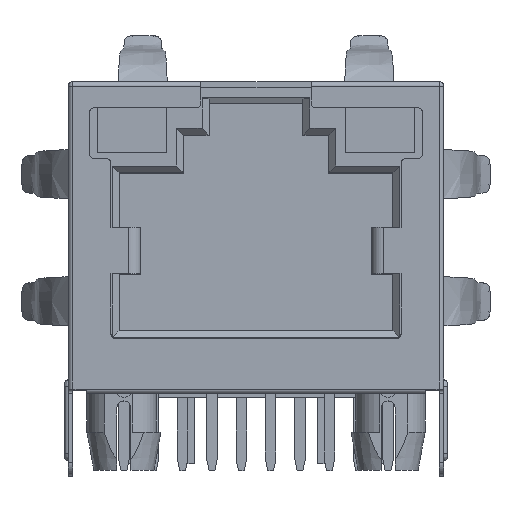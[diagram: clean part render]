
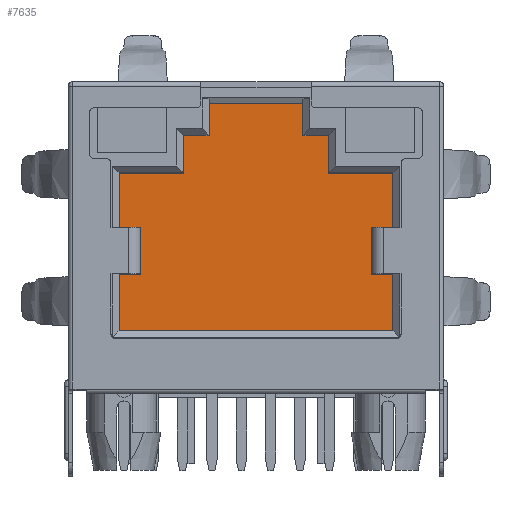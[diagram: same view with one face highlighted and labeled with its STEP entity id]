
A CAD part, top view. The second image highlights one B-rep face of the part: STEP entity #7635.
In plain terms, the highlighted planar face has unit normal (0, 0, 1).
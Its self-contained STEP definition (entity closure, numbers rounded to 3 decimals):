
#6626 = VERTEX_POINT('',#6627);
#6627 = CARTESIAN_POINT('',(-5.,-1.56,15.8));
#6633 = EDGE_CURVE('',#6626,#6634,#6636,.T.);
#6634 = VERTEX_POINT('',#6635);
#6635 = CARTESIAN_POINT('',(-5.925,-1.56,15.8));
#6636 = LINE('',#6637,#6638);
#6637 = CARTESIAN_POINT('',(-5.,-1.56,15.8));
#6638 = VECTOR('',#6639,1.);
#6639 = DIRECTION('',(-1.,0.,0.));
#6707 = VERTEX_POINT('',#6708);
#6708 = CARTESIAN_POINT('',(-5.925,0.44,15.8));
#6714 = EDGE_CURVE('',#6707,#6715,#6717,.T.);
#6715 = VERTEX_POINT('',#6716);
#6716 = CARTESIAN_POINT('',(-5.,0.44,15.8));
#6717 = LINE('',#6718,#6719);
#6718 = CARTESIAN_POINT('',(-5.925,0.44,15.8));
#6719 = VECTOR('',#6720,1.);
#6720 = DIRECTION('',(1.,0.,0.));
#7174 = VERTEX_POINT('',#7175);
#7175 = CARTESIAN_POINT('',(-2.03,5.8,15.8));
#7181 = EDGE_CURVE('',#7174,#7182,#7184,.T.);
#7182 = VERTEX_POINT('',#7183);
#7183 = CARTESIAN_POINT('',(-2.03,4.43,15.8));
#7184 = LINE('',#7185,#7186);
#7185 = CARTESIAN_POINT('',(-2.03,5.8,15.8));
#7186 = VECTOR('',#7187,1.);
#7187 = DIRECTION('',(0.,-1.,0.));
#7358 = VERTEX_POINT('',#7359);
#7359 = CARTESIAN_POINT('',(5.925,0.44,15.8));
#7365 = EDGE_CURVE('',#7358,#7366,#7368,.T.);
#7366 = VERTEX_POINT('',#7367);
#7367 = CARTESIAN_POINT('',(5.925,2.8,15.8));
#7368 = LINE('',#7369,#7370);
#7369 = CARTESIAN_POINT('',(5.925,0.44,15.8));
#7370 = VECTOR('',#7371,1.);
#7371 = DIRECTION('',(0.,1.,0.));
#7397 = VERTEX_POINT('',#7398);
#7398 = CARTESIAN_POINT('',(5.,0.44,15.8));
#7404 = EDGE_CURVE('',#7397,#7358,#7405,.T.);
#7405 = LINE('',#7406,#7407);
#7406 = CARTESIAN_POINT('',(5.,0.44,15.8));
#7407 = VECTOR('',#7408,1.);
#7408 = DIRECTION('',(1.,0.,0.));
#7471 = VERTEX_POINT('',#7472);
#7472 = CARTESIAN_POINT('',(5.925,-1.56,15.8));
#7478 = EDGE_CURVE('',#7471,#7479,#7481,.T.);
#7479 = VERTEX_POINT('',#7480);
#7480 = CARTESIAN_POINT('',(5.,-1.56,15.8));
#7481 = LINE('',#7482,#7483);
#7482 = CARTESIAN_POINT('',(5.925,-1.56,15.8));
#7483 = VECTOR('',#7484,1.);
#7484 = DIRECTION('',(-1.,0.,0.));
#7593 = VERTEX_POINT('',#7594);
#7594 = CARTESIAN_POINT('',(-5.925,-4.03,15.8));
#7600 = EDGE_CURVE('',#7593,#7601,#7603,.T.);
#7601 = VERTEX_POINT('',#7602);
#7602 = CARTESIAN_POINT('',(5.925,-4.03,15.8));
#7603 = LINE('',#7604,#7605);
#7604 = CARTESIAN_POINT('',(-5.925,-4.03,15.8));
#7605 = VECTOR('',#7606,1.);
#7606 = DIRECTION('',(1.,0.,0.));
#7624 = EDGE_CURVE('',#6634,#7593,#7625,.T.);
#7625 = LINE('',#7626,#7627);
#7626 = CARTESIAN_POINT('',(-5.925,-1.56,15.8));
#7627 = VECTOR('',#7628,1.);
#7628 = DIRECTION('',(0.,-1.,0.));
#7635 = ADVANCED_FACE('',(#7636),#7732,.T.);
#7636 = FACE_BOUND('',#7637,.F.);
#7637 = EDGE_LOOP('',(#7638,#7639,#7647,#7655,#7663,#7671,#7677,#7678,
    #7679,#7685,#7686,#7692,#7693,#7694,#7695,#7701,#7702,#7710,#7718,
    #7726));
#7638 = ORIENTED_EDGE('',*,*,#7181,.F.);
#7639 = ORIENTED_EDGE('',*,*,#7640,.F.);
#7640 = EDGE_CURVE('',#7641,#7174,#7643,.T.);
#7641 = VERTEX_POINT('',#7642);
#7642 = CARTESIAN_POINT('',(2.03,5.8,15.8));
#7643 = LINE('',#7644,#7645);
#7644 = CARTESIAN_POINT('',(2.03,5.8,15.8));
#7645 = VECTOR('',#7646,1.);
#7646 = DIRECTION('',(-1.,0.,0.));
#7647 = ORIENTED_EDGE('',*,*,#7648,.F.);
#7648 = EDGE_CURVE('',#7649,#7641,#7651,.T.);
#7649 = VERTEX_POINT('',#7650);
#7650 = CARTESIAN_POINT('',(2.03,4.43,15.8));
#7651 = LINE('',#7652,#7653);
#7652 = CARTESIAN_POINT('',(2.03,4.43,15.8));
#7653 = VECTOR('',#7654,1.);
#7654 = DIRECTION('',(0.,1.,0.));
#7655 = ORIENTED_EDGE('',*,*,#7656,.F.);
#7656 = EDGE_CURVE('',#7657,#7649,#7659,.T.);
#7657 = VERTEX_POINT('',#7658);
#7658 = CARTESIAN_POINT('',(3.15,4.43,15.8));
#7659 = LINE('',#7660,#7661);
#7660 = CARTESIAN_POINT('',(3.15,4.43,15.8));
#7661 = VECTOR('',#7662,1.);
#7662 = DIRECTION('',(-1.,0.,0.));
#7663 = ORIENTED_EDGE('',*,*,#7664,.F.);
#7664 = EDGE_CURVE('',#7665,#7657,#7667,.T.);
#7665 = VERTEX_POINT('',#7666);
#7666 = CARTESIAN_POINT('',(3.15,2.8,15.8));
#7667 = LINE('',#7668,#7669);
#7668 = CARTESIAN_POINT('',(3.15,2.8,15.8));
#7669 = VECTOR('',#7670,1.);
#7670 = DIRECTION('',(0.,1.,0.));
#7671 = ORIENTED_EDGE('',*,*,#7672,.F.);
#7672 = EDGE_CURVE('',#7366,#7665,#7673,.T.);
#7673 = LINE('',#7674,#7675);
#7674 = CARTESIAN_POINT('',(5.925,2.8,15.8));
#7675 = VECTOR('',#7676,1.);
#7676 = DIRECTION('',(-1.,0.,0.));
#7677 = ORIENTED_EDGE('',*,*,#7365,.F.);
#7678 = ORIENTED_EDGE('',*,*,#7404,.F.);
#7679 = ORIENTED_EDGE('',*,*,#7680,.F.);
#7680 = EDGE_CURVE('',#7479,#7397,#7681,.T.);
#7681 = LINE('',#7682,#7683);
#7682 = CARTESIAN_POINT('',(5.,-1.56,15.8));
#7683 = VECTOR('',#7684,1.);
#7684 = DIRECTION('',(0.,1.,0.));
#7685 = ORIENTED_EDGE('',*,*,#7478,.F.);
#7686 = ORIENTED_EDGE('',*,*,#7687,.F.);
#7687 = EDGE_CURVE('',#7601,#7471,#7688,.T.);
#7688 = LINE('',#7689,#7690);
#7689 = CARTESIAN_POINT('',(5.925,-4.03,15.8));
#7690 = VECTOR('',#7691,1.);
#7691 = DIRECTION('',(0.,1.,0.));
#7692 = ORIENTED_EDGE('',*,*,#7600,.F.);
#7693 = ORIENTED_EDGE('',*,*,#7624,.F.);
#7694 = ORIENTED_EDGE('',*,*,#6633,.F.);
#7695 = ORIENTED_EDGE('',*,*,#7696,.F.);
#7696 = EDGE_CURVE('',#6715,#6626,#7697,.T.);
#7697 = LINE('',#7698,#7699);
#7698 = CARTESIAN_POINT('',(-5.,0.44,15.8));
#7699 = VECTOR('',#7700,1.);
#7700 = DIRECTION('',(0.,-1.,0.));
#7701 = ORIENTED_EDGE('',*,*,#6714,.F.);
#7702 = ORIENTED_EDGE('',*,*,#7703,.F.);
#7703 = EDGE_CURVE('',#7704,#6707,#7706,.T.);
#7704 = VERTEX_POINT('',#7705);
#7705 = CARTESIAN_POINT('',(-5.925,2.8,15.8));
#7706 = LINE('',#7707,#7708);
#7707 = CARTESIAN_POINT('',(-5.925,2.8,15.8));
#7708 = VECTOR('',#7709,1.);
#7709 = DIRECTION('',(0.,-1.,0.));
#7710 = ORIENTED_EDGE('',*,*,#7711,.F.);
#7711 = EDGE_CURVE('',#7712,#7704,#7714,.T.);
#7712 = VERTEX_POINT('',#7713);
#7713 = CARTESIAN_POINT('',(-3.15,2.8,15.8));
#7714 = LINE('',#7715,#7716);
#7715 = CARTESIAN_POINT('',(-3.15,2.8,15.8));
#7716 = VECTOR('',#7717,1.);
#7717 = DIRECTION('',(-1.,0.,0.));
#7718 = ORIENTED_EDGE('',*,*,#7719,.F.);
#7719 = EDGE_CURVE('',#7720,#7712,#7722,.T.);
#7720 = VERTEX_POINT('',#7721);
#7721 = CARTESIAN_POINT('',(-3.15,4.43,15.8));
#7722 = LINE('',#7723,#7724);
#7723 = CARTESIAN_POINT('',(-3.15,4.43,15.8));
#7724 = VECTOR('',#7725,1.);
#7725 = DIRECTION('',(0.,-1.,0.));
#7726 = ORIENTED_EDGE('',*,*,#7727,.F.);
#7727 = EDGE_CURVE('',#7182,#7720,#7728,.T.);
#7728 = LINE('',#7729,#7730);
#7729 = CARTESIAN_POINT('',(-2.03,4.43,15.8));
#7730 = VECTOR('',#7731,1.);
#7731 = DIRECTION('',(-1.,0.,0.));
#7732 = PLANE('',#7733);
#7733 = AXIS2_PLACEMENT_3D('',#7734,#7735,#7736);
#7734 = CARTESIAN_POINT('',(0.,0.,15.8));
#7735 = DIRECTION('',(0.,0.,1.));
#7736 = DIRECTION('',(1.,0.,-0.));
